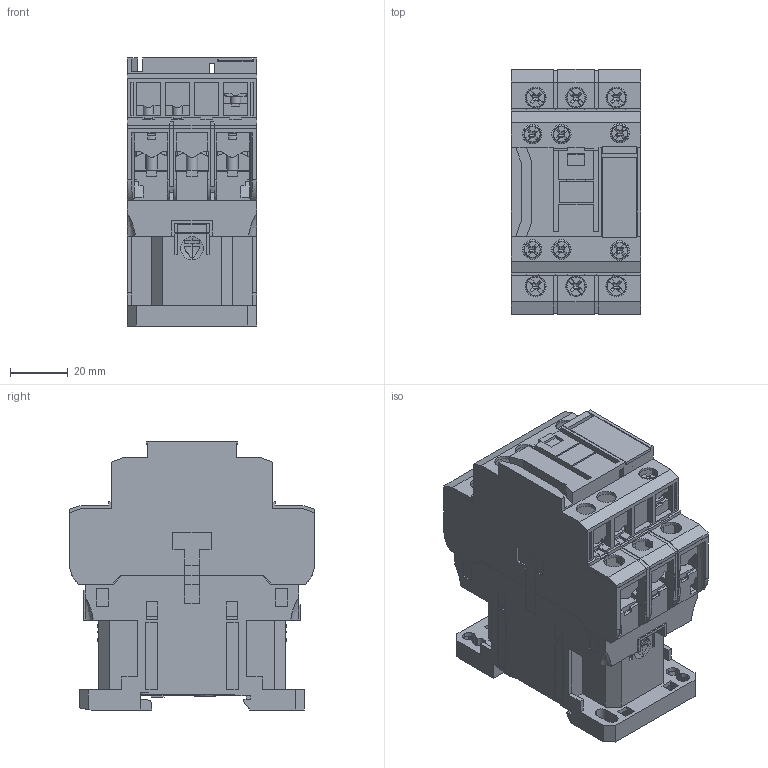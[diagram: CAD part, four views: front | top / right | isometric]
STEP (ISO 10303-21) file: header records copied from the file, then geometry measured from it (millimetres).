
FILE_DESCRIPTION (( 'STEP AP203' ), '1' );
FILE_NAME ('CWB38-11-30D39.step', '2020-08-11T10:40:22', ( '' ), ( '' ), 'SwSTEP 2.0', 'SolidWorks 2019', '' );
FILE_SCHEMA (( 'CONFIG_CONTROL_DESIGN' ));
Length unit declared in the file: millimetre
Products named in the file (1): CWB38-11-30D39
Bounding box: 44.8 x 85 x 93 mm (x, y, z)
Volume: 238977.9 mm3; surface area: 74268.2 mm2
Topology: 43 solids, 43 shells, 2515 faces, 7157 edges, 4714 vertices
Faces by surface type: plane 1908, cylinder 434, cone 122, bspline 51
Entity records: 84950 total; most frequent: CARTESIAN_POINT 20945, ORIENTED_EDGE 14250, DIRECTION 11911, EDGE_CURVE 7125, LINE 5377, VECTOR 5377, VERTEX_POINT 4714, AXIS2_PLACEMENT_3D 3267
